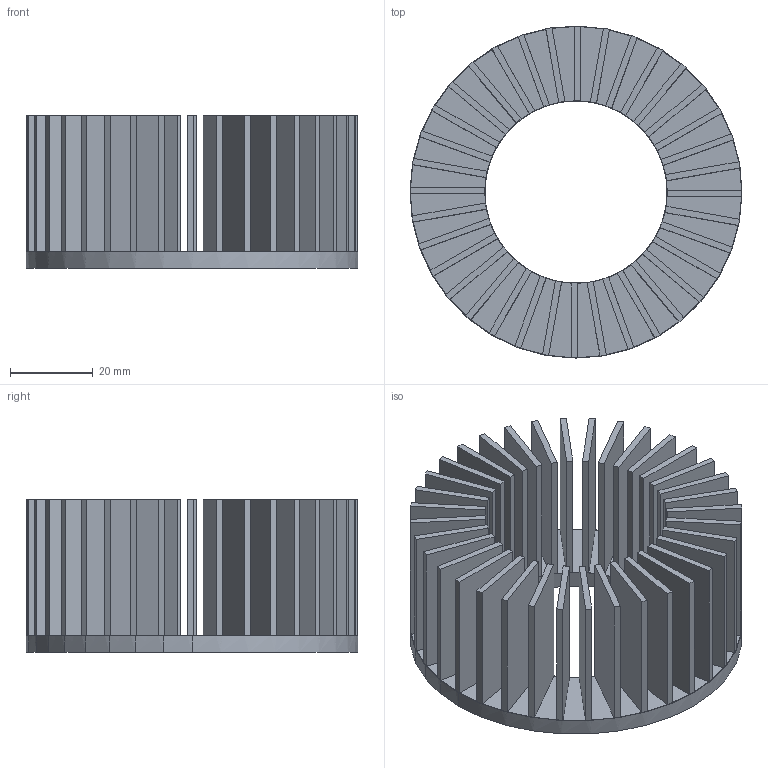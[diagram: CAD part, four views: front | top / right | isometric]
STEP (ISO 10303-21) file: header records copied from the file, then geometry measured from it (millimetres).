
FILE_DESCRIPTION (( 'STEP AP214' ), '1' );
FILE_NAME ('Heat_sink_stpFile.STEP', '2025-06-12T14:35:08', ( '' ), ( '' ), 'SwSTEP 2.0', 'SolidWorks 2025', '' );
FILE_SCHEMA (( 'AUTOMOTIVE_DESIGN' ));
Length unit declared in the file: millimetre
Products named in the file (1): Heat_sink_stpFile
Bounding box: 80 x 80 x 36.84 mm (x, y, z)
Surface area: 354705.2 mm2
Topology: 36 solids, 36 shells, 468 faces, 1116 edges, 684 vertices
Faces by surface type: plane 324, cylinder 144
Entity records: 13950 total; most frequent: DIRECTION 2450, CARTESIAN_POINT 2377, ORIENTED_EDGE 2232, EDGE_CURVE 1116, AXIS2_PLACEMENT_3D 901, VERTEX_POINT 684, VECTOR 648, LINE 648
